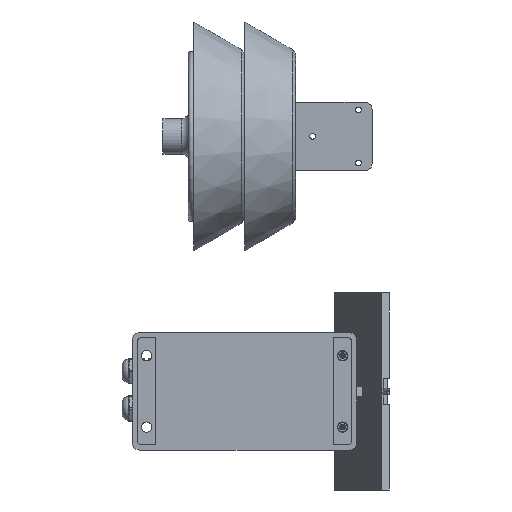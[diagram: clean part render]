
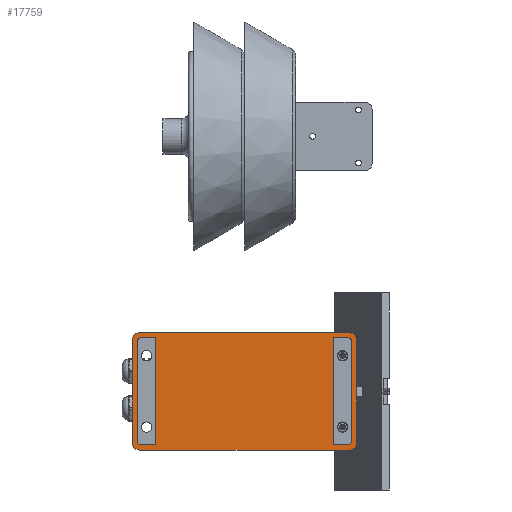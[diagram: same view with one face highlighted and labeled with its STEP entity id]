
A CAD part, front view. The second image highlights one B-rep face of the part: STEP entity #17759.
In plain terms, the highlighted planar face has unit normal (0, -1, 0).
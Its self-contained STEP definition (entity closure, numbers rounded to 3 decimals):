
#788=CIRCLE('',#19038,2.5);
#792=CIRCLE('',#19045,2.5);
#794=CIRCLE('',#19049,2.5);
#796=CIRCLE('',#19053,2.5);
#1485=FACE_BOUND('',#3482,.T.);
#1486=FACE_BOUND('',#3483,.T.);
#1816=PLANE('',#19058);
#2482=FACE_OUTER_BOUND('',#3481,.T.);
#3481=EDGE_LOOP('',(#12710,#12711,#12712,#12713,#12714,#12715,#12716,#12717));
#3482=EDGE_LOOP('',(#12718,#12719,#12720,#12721,#12722,#12723));
#3483=EDGE_LOOP('',(#12724,#12725,#12726,#12727,#12728,#12729));
#4797=LINE('',#26233,#6512);
#4800=LINE('',#26241,#6515);
#4804=LINE('',#26254,#6519);
#4808=LINE('',#26266,#6523);
#4813=LINE('',#26278,#6528);
#4815=LINE('',#26282,#6530);
#4816=LINE('',#26286,#6531);
#4817=LINE('',#26290,#6532);
#4818=LINE('',#26293,#6533);
#4819=LINE('',#26294,#6534);
#4820=LINE('',#26296,#6535);
#4821=LINE('',#26297,#6536);
#6512=VECTOR('',#21041,10.);
#6515=VECTOR('',#21050,10.);
#6519=VECTOR('',#21062,10.);
#6523=VECTOR('',#21074,10.);
#6528=VECTOR('',#21085,10.);
#6530=VECTOR('',#21089,10.);
#6531=VECTOR('',#21092,10.);
#6532=VECTOR('',#21095,10.);
#6533=VECTOR('',#21098,10.);
#6534=VECTOR('',#21099,10.);
#6535=VECTOR('',#21100,10.);
#6536=VECTOR('',#21101,10.);
#8146=ELLIPSE('',#19056,4.501,4.5);
#8147=ELLIPSE('',#19059,4.501,4.5);
#8148=ELLIPSE('',#19060,4.501,4.5);
#8149=ELLIPSE('',#19061,4.501,4.5);
#8272=VERTEX_POINT('',#26212);
#8273=VERTEX_POINT('',#26214);
#8280=VERTEX_POINT('',#26232);
#8281=VERTEX_POINT('',#26236);
#8282=VERTEX_POINT('',#26240);
#8285=VERTEX_POINT('',#26247);
#8286=VERTEX_POINT('',#26249);
#8287=VERTEX_POINT('',#26253);
#8290=VERTEX_POINT('',#26261);
#8291=VERTEX_POINT('',#26265);
#8293=VERTEX_POINT('',#26271);
#8294=VERTEX_POINT('',#26273);
#8295=VERTEX_POINT('',#26277);
#8296=VERTEX_POINT('',#26281);
#8297=VERTEX_POINT('',#26283);
#8298=VERTEX_POINT('',#26285);
#8299=VERTEX_POINT('',#26287);
#8300=VERTEX_POINT('',#26289);
#8301=VERTEX_POINT('',#26292);
#8302=VERTEX_POINT('',#26295);
#9979=EDGE_CURVE('',#8272,#8273,#788,.T.);
#9988=EDGE_CURVE('',#8280,#8273,#4797,.T.);
#9990=EDGE_CURVE('',#8280,#8281,#792,.T.);
#9992=EDGE_CURVE('',#8282,#8281,#4800,.T.);
#9996=EDGE_CURVE('',#8285,#8286,#794,.T.);
#9998=EDGE_CURVE('',#8287,#8286,#4804,.T.);
#10002=EDGE_CURVE('',#8287,#8290,#796,.T.);
#10004=EDGE_CURVE('',#8291,#8290,#4808,.T.);
#10008=EDGE_CURVE('',#8293,#8294,#8146,.T.);
#10010=EDGE_CURVE('',#8295,#8294,#4813,.T.);
#10012=EDGE_CURVE('',#8293,#8296,#4815,.T.);
#10013=EDGE_CURVE('',#8297,#8296,#8147,.T.);
#10014=EDGE_CURVE('',#8297,#8298,#4816,.T.);
#10015=EDGE_CURVE('',#8299,#8298,#8148,.T.);
#10016=EDGE_CURVE('',#8299,#8300,#4817,.T.);
#10017=EDGE_CURVE('',#8295,#8300,#8149,.T.);
#10018=EDGE_CURVE('',#8301,#8291,#4818,.T.);
#10019=EDGE_CURVE('',#8285,#8301,#4819,.T.);
#10020=EDGE_CURVE('',#8272,#8302,#4820,.T.);
#10021=EDGE_CURVE('',#8302,#8282,#4821,.T.);
#12710=ORIENTED_EDGE('',*,*,#10008,.F.);
#12711=ORIENTED_EDGE('',*,*,#10012,.T.);
#12712=ORIENTED_EDGE('',*,*,#10013,.F.);
#12713=ORIENTED_EDGE('',*,*,#10014,.T.);
#12714=ORIENTED_EDGE('',*,*,#10015,.F.);
#12715=ORIENTED_EDGE('',*,*,#10016,.T.);
#12716=ORIENTED_EDGE('',*,*,#10017,.F.);
#12717=ORIENTED_EDGE('',*,*,#10010,.T.);
#12718=ORIENTED_EDGE('',*,*,#10018,.T.);
#12719=ORIENTED_EDGE('',*,*,#10004,.T.);
#12720=ORIENTED_EDGE('',*,*,#10002,.F.);
#12721=ORIENTED_EDGE('',*,*,#9998,.T.);
#12722=ORIENTED_EDGE('',*,*,#9996,.F.);
#12723=ORIENTED_EDGE('',*,*,#10019,.T.);
#12724=ORIENTED_EDGE('',*,*,#9988,.T.);
#12725=ORIENTED_EDGE('',*,*,#9979,.F.);
#12726=ORIENTED_EDGE('',*,*,#10020,.T.);
#12727=ORIENTED_EDGE('',*,*,#10021,.T.);
#12728=ORIENTED_EDGE('',*,*,#9992,.T.);
#12729=ORIENTED_EDGE('',*,*,#9990,.F.);
#17759=ADVANCED_FACE('',(#2482,#1485,#1486),#1816,.F.);
#19038=AXIS2_PLACEMENT_3D('',#26215,#21024,#21025);
#19045=AXIS2_PLACEMENT_3D('',#26237,#21045,#21046);
#19049=AXIS2_PLACEMENT_3D('',#26250,#21057,#21058);
#19053=AXIS2_PLACEMENT_3D('',#26262,#21069,#21070);
#19056=AXIS2_PLACEMENT_3D('',#26274,#21080,#21081);
#19058=AXIS2_PLACEMENT_3D('',#26280,#21087,#21088);
#19059=AXIS2_PLACEMENT_3D('',#26284,#21090,#21091);
#19060=AXIS2_PLACEMENT_3D('',#26288,#21093,#21094);
#19061=AXIS2_PLACEMENT_3D('',#26291,#21096,#21097);
#21024=DIRECTION('center_axis',(0.,-1.,0.));
#21025=DIRECTION('ref_axis',(-0.707,0.,0.707));
#21041=DIRECTION('',(0.,0.,1.));
#21045=DIRECTION('center_axis',(0.,-1.,0.));
#21046=DIRECTION('ref_axis',(-0.707,0.,-0.707));
#21050=DIRECTION('',(-1.,0.,0.));
#21057=DIRECTION('center_axis',(0.,-1.,0.));
#21058=DIRECTION('ref_axis',(0.707,0.,-0.707));
#21062=DIRECTION('',(0.,0.,-1.));
#21069=DIRECTION('center_axis',(0.,-1.,0.));
#21070=DIRECTION('ref_axis',(0.707,0.,0.707));
#21074=DIRECTION('',(1.,0.,0.));
#21080=DIRECTION('center_axis',(0.,1.,0.));
#21081=DIRECTION('ref_axis',(0.707,0.,0.707));
#21085=DIRECTION('',(0.,0.,1.));
#21087=DIRECTION('center_axis',(0.,1.,0.));
#21088=DIRECTION('ref_axis',(1.,0.,0.));
#21089=DIRECTION('',(-1.,0.,0.));
#21090=DIRECTION('center_axis',(0.,1.,0.));
#21091=DIRECTION('ref_axis',(-0.707,0.,0.707));
#21092=DIRECTION('',(0.,0.,-1.));
#21093=DIRECTION('center_axis',(0.,1.,0.));
#21094=DIRECTION('ref_axis',(-0.707,0.,-0.707));
#21095=DIRECTION('',(1.,0.,0.));
#21096=DIRECTION('center_axis',(0.,1.,0.));
#21097=DIRECTION('ref_axis',(0.707,0.,-0.707));
#21098=DIRECTION('',(0.,0.,1.));
#21099=DIRECTION('',(-1.,0.,0.));
#21100=DIRECTION('',(1.,0.,0.));
#21101=DIRECTION('',(0.,0.,-1.));
#26212=CARTESIAN_POINT('',(-60.65,0.,31.5));
#26214=CARTESIAN_POINT('',(-63.15,0.,29.));
#26215=CARTESIAN_POINT('Origin',(-60.65,0.,29.));
#26232=CARTESIAN_POINT('',(-63.15,0.,-29.));
#26233=CARTESIAN_POINT('',(-63.15,0.,-15.75));
#26236=CARTESIAN_POINT('',(-60.65,0.,-31.5));
#26237=CARTESIAN_POINT('Origin',(-60.65,0.,-29.));
#26240=CARTESIAN_POINT('',(-52.15,0.,-31.5));
#26241=CARTESIAN_POINT('',(-26.075,0.,-31.5));
#26247=CARTESIAN_POINT('',(60.65,0.,-31.5));
#26249=CARTESIAN_POINT('',(63.15,0.,-29.));
#26250=CARTESIAN_POINT('Origin',(60.65,0.,-29.));
#26253=CARTESIAN_POINT('',(63.15,0.,29.));
#26254=CARTESIAN_POINT('',(63.15,0.,15.75));
#26261=CARTESIAN_POINT('',(60.65,0.,31.5));
#26262=CARTESIAN_POINT('Origin',(60.65,0.,29.));
#26265=CARTESIAN_POINT('',(52.15,0.,31.5));
#26266=CARTESIAN_POINT('',(26.075,0.,31.5));
#26271=CARTESIAN_POINT('',(61.651,0.,34.5));
#26273=CARTESIAN_POINT('',(66.15,0.,30.001));
#26274=CARTESIAN_POINT('Origin',(61.649,0.,29.999));
#26277=CARTESIAN_POINT('',(66.15,0.,-30.001));
#26278=CARTESIAN_POINT('',(66.15,0.,-34.5));
#26280=CARTESIAN_POINT('Origin',(0.,0.,0.));
#26281=CARTESIAN_POINT('',(-61.651,0.,34.5));
#26282=CARTESIAN_POINT('',(66.15,0.,34.5));
#26283=CARTESIAN_POINT('',(-66.15,0.,30.001));
#26284=CARTESIAN_POINT('Origin',(-61.649,0.,29.999));
#26285=CARTESIAN_POINT('',(-66.15,0.,-30.001));
#26286=CARTESIAN_POINT('',(-66.15,0.,34.5));
#26287=CARTESIAN_POINT('',(-61.651,0.,-34.5));
#26288=CARTESIAN_POINT('Origin',(-61.649,0.,-29.999));
#26289=CARTESIAN_POINT('',(61.651,0.,-34.5));
#26290=CARTESIAN_POINT('',(-66.15,0.,-34.5));
#26291=CARTESIAN_POINT('Origin',(61.649,0.,-29.999));
#26292=CARTESIAN_POINT('',(52.15,0.,-31.5));
#26293=CARTESIAN_POINT('',(52.15,0.,-15.75));
#26294=CARTESIAN_POINT('',(31.575,0.,-31.5));
#26295=CARTESIAN_POINT('',(-52.15,0.,31.5));
#26296=CARTESIAN_POINT('',(-31.575,0.,31.5));
#26297=CARTESIAN_POINT('',(-52.15,0.,15.75));
